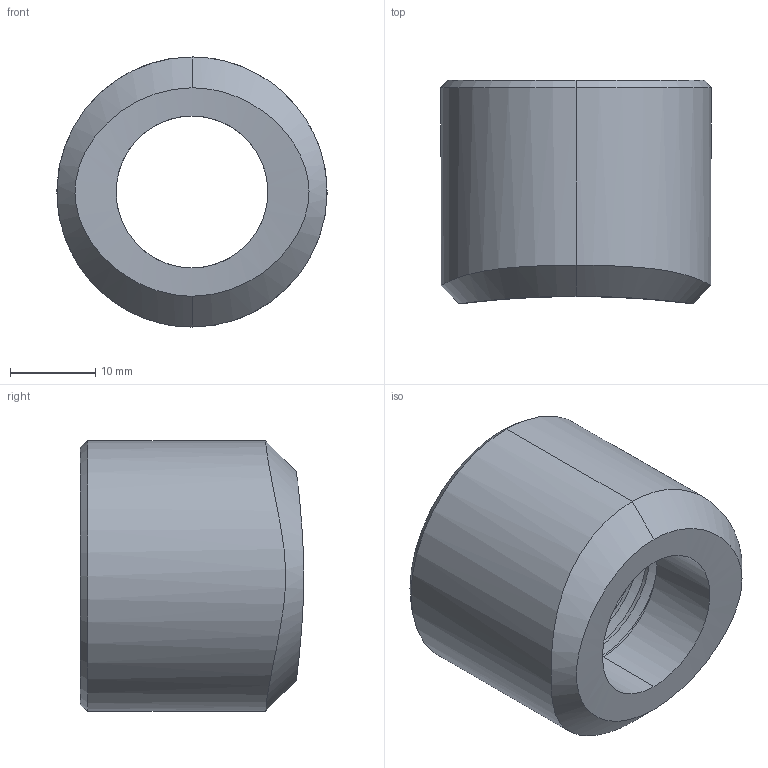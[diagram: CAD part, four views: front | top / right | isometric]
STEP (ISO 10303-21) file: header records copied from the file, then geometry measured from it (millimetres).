
FILE_DESCRIPTION (( 'STEP AP203' ), '1' );
FILE_NAME ('4583T132_REV_.step', '2026-02-22T02:16:07', ( '' ), ( '' ), 'SwSTEP 2.0', 'SolidWorks 2025', '' );
FILE_SCHEMA (( 'CONFIG_CONTROL_DESIGN' ));
Length unit declared in the file: millimetre
Products named in the file (1): 4583T132_REV_
Bounding box: 31.75 x 26.27 x 31.75 mm (x, y, z)
Volume: 12049.5 mm3; surface area: 5646.5 mm2
Topology: 1 solids, 1 shells, 18 faces, 41 edges, 26 vertices
Faces by surface type: bspline 6, cylinder 5, cone 4, plane 3
Entity records: 5503 total; most frequent: CARTESIAN_POINT 5069, ORIENTED_EDGE 82, DIRECTION 53, EDGE_CURVE 41, VERTEX_POINT 26, B_SPLINE_CURVE_WITH_KNOTS 22, EDGE_LOOP 21, AXIS2_PLACEMENT_3D 21
